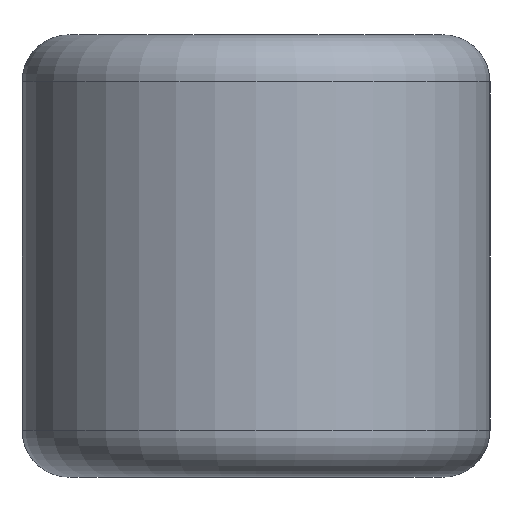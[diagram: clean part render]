
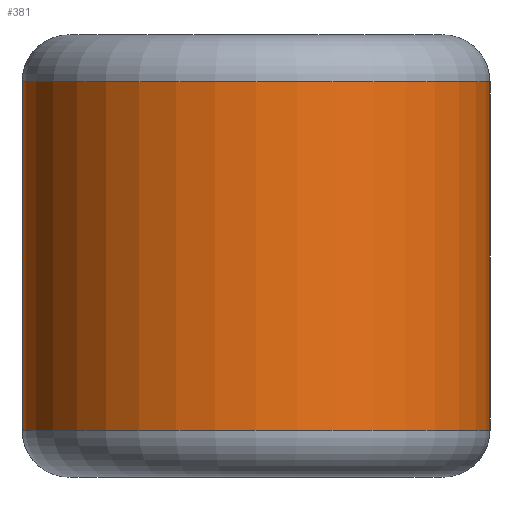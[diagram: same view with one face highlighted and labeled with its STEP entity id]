
A CAD part, left-side view. The second image highlights one B-rep face of the part: STEP entity #381.
In plain terms, the highlighted cylindrical face has radius 5 mm (diameter 10 mm), a partial arc.
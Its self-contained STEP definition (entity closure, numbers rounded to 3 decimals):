
#40=CYLINDRICAL_SURFACE('',#440,5.);
#56=FACE_OUTER_BOUND('',#80,.T.);
#80=EDGE_LOOP('',(#328,#329,#330,#331));
#105=LINE('',#632,#135);
#113=LINE('',#660,#143);
#135=VECTOR('',#515,10.);
#143=VECTOR('',#549,10.);
#164=CIRCLE('',#423,5.);
#171=CIRCLE('',#435,5.);
#182=VERTEX_POINT('',#594);
#187=VERTEX_POINT('',#608);
#195=VERTEX_POINT('',#631);
#200=VERTEX_POINT('',#647);
#226=EDGE_CURVE('',#187,#182,#164,.T.);
#235=EDGE_CURVE('',#182,#195,#105,.T.);
#245=EDGE_CURVE('',#195,#200,#171,.T.);
#250=EDGE_CURVE('',#187,#200,#113,.T.);
#328=ORIENTED_EDGE('',*,*,#226,.F.);
#329=ORIENTED_EDGE('',*,*,#250,.T.);
#330=ORIENTED_EDGE('',*,*,#245,.F.);
#331=ORIENTED_EDGE('',*,*,#235,.F.);
#381=ADVANCED_FACE('',(#56),#40,.T.);
#423=AXIS2_PLACEMENT_3D('',#614,#499,#500);
#435=AXIS2_PLACEMENT_3D('',#651,#535,#536);
#440=AXIS2_PLACEMENT_3D('',#659,#547,#548);
#499=DIRECTION('center_axis',(0.,0.,-1.));
#500=DIRECTION('ref_axis',(-1.,0.,0.));
#515=DIRECTION('',(0.,0.,1.));
#535=DIRECTION('center_axis',(0.,0.,1.));
#536=DIRECTION('ref_axis',(-1.,0.,0.));
#547=DIRECTION('center_axis',(0.,0.,1.));
#548=DIRECTION('ref_axis',(-1.,0.,0.));
#549=DIRECTION('',(0.,0.,1.));
#594=CARTESIAN_POINT('',(0.,5.,1.));
#608=CARTESIAN_POINT('',(0.,-5.,1.));
#614=CARTESIAN_POINT('Origin',(0.,0.,1.));
#631=CARTESIAN_POINT('',(0.,5.,8.45));
#632=CARTESIAN_POINT('',(0.,5.,0.));
#647=CARTESIAN_POINT('',(0.,-5.,8.45));
#651=CARTESIAN_POINT('Origin',(0.,0.,8.45));
#659=CARTESIAN_POINT('Origin',(0.,0.,0.));
#660=CARTESIAN_POINT('',(0.,-5.,0.));
